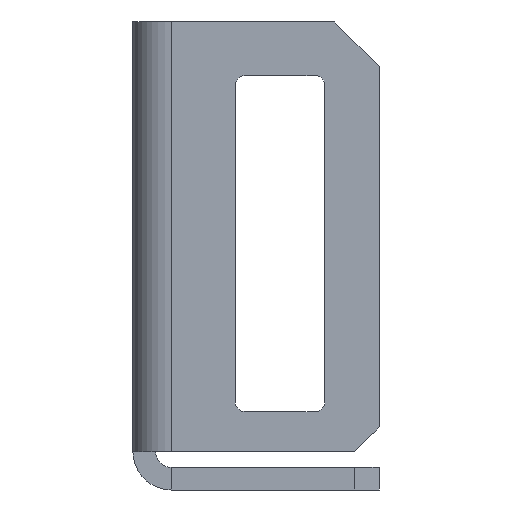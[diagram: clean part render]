
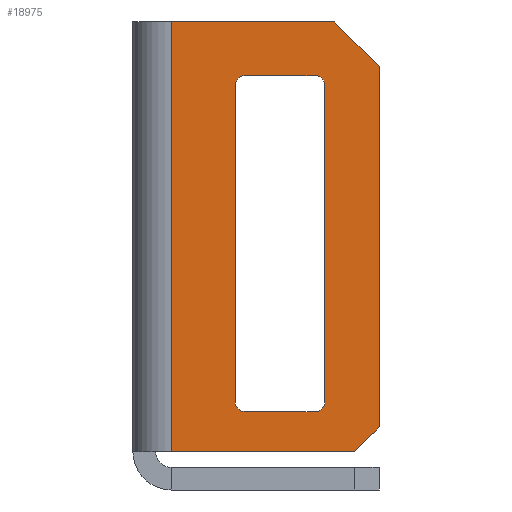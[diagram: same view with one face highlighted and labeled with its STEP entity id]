
A CAD part, left-side view. The second image highlights one B-rep face of the part: STEP entity #18975.
In plain terms, the highlighted planar face has unit normal (-1, 0, 0).
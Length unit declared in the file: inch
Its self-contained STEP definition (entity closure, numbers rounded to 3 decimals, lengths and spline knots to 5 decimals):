
#2295=FACE_BOUND('',#5430,.T.);
#3093=CIRCLE('',#20620,0.02);
#3094=CIRCLE('',#20621,0.02);
#3095=CIRCLE('',#20622,0.02);
#3096=CIRCLE('',#20623,0.02);
#4405=FACE_OUTER_BOUND('',#5429,.T.);
#5429=EDGE_LOOP('',(#17623,#17624,#17625,#17626,#17627,#17628));
#5430=EDGE_LOOP('',(#17629,#17630,#17631,#17632,#17633,#17634,#17635,#17636));
#7043=LINE('',#31822,#8693);
#7050=LINE('',#31839,#8700);
#7069=LINE('',#31895,#8719);
#7070=LINE('',#31897,#8720);
#7071=LINE('',#31898,#8721);
#7072=LINE('',#31899,#8722);
#7073=LINE('',#31902,#8723);
#7074=LINE('',#31906,#8724);
#7075=LINE('',#31910,#8725);
#7076=LINE('',#31914,#8726);
#8693=VECTOR('',#25905,0.872);
#8700=VECTOR('',#25922,0.372);
#8719=VECTOR('',#25967,0.732);
#8720=VECTOR('',#25968,0.12728);
#8721=VECTOR('',#25969,0.332);
#8722=VECTOR('',#25970,0.07071);
#8723=VECTOR('',#25971,0.142);
#8724=VECTOR('',#25974,0.642);
#8725=VECTOR('',#25977,0.142);
#8726=VECTOR('',#25980,0.642);
#10332=VERTEX_POINT('',#30622);
#10335=VERTEX_POINT('',#31821);
#10340=VERTEX_POINT('',#31837);
#10363=VERTEX_POINT('',#31893);
#10364=VERTEX_POINT('',#31894);
#10365=VERTEX_POINT('',#31896);
#10366=VERTEX_POINT('',#31900);
#10367=VERTEX_POINT('',#31901);
#10368=VERTEX_POINT('',#31903);
#10369=VERTEX_POINT('',#31905);
#10370=VERTEX_POINT('',#31907);
#10371=VERTEX_POINT('',#31909);
#10372=VERTEX_POINT('',#31911);
#10373=VERTEX_POINT('',#31913);
#12757=EDGE_CURVE('',#10335,#10332,#7043,.T.);
#12766=EDGE_CURVE('',#10332,#10340,#7050,.T.);
#12793=EDGE_CURVE('',#10363,#10364,#7069,.T.);
#12794=EDGE_CURVE('',#10364,#10365,#7070,.T.);
#12795=EDGE_CURVE('',#10365,#10335,#7071,.T.);
#12796=EDGE_CURVE('',#10340,#10363,#7072,.T.);
#12797=EDGE_CURVE('',#10366,#10367,#7073,.T.);
#12798=EDGE_CURVE('',#10367,#10368,#3093,.T.);
#12799=EDGE_CURVE('',#10368,#10369,#7074,.T.);
#12800=EDGE_CURVE('',#10369,#10370,#3094,.T.);
#12801=EDGE_CURVE('',#10370,#10371,#7075,.T.);
#12802=EDGE_CURVE('',#10371,#10372,#3095,.T.);
#12803=EDGE_CURVE('',#10372,#10373,#7076,.T.);
#12804=EDGE_CURVE('',#10373,#10366,#3096,.T.);
#17623=ORIENTED_EDGE('',*,*,#12793,.T.);
#17624=ORIENTED_EDGE('',*,*,#12794,.T.);
#17625=ORIENTED_EDGE('',*,*,#12795,.T.);
#17626=ORIENTED_EDGE('',*,*,#12757,.T.);
#17627=ORIENTED_EDGE('',*,*,#12766,.T.);
#17628=ORIENTED_EDGE('',*,*,#12796,.T.);
#17629=ORIENTED_EDGE('',*,*,#12797,.T.);
#17630=ORIENTED_EDGE('',*,*,#12798,.T.);
#17631=ORIENTED_EDGE('',*,*,#12799,.T.);
#17632=ORIENTED_EDGE('',*,*,#12800,.T.);
#17633=ORIENTED_EDGE('',*,*,#12801,.T.);
#17634=ORIENTED_EDGE('',*,*,#12802,.T.);
#17635=ORIENTED_EDGE('',*,*,#12803,.T.);
#17636=ORIENTED_EDGE('',*,*,#12804,.T.);
#18155=PLANE('',#20619);
#18975=ADVANCED_FACE('',(#4405,#2295),#18155,.T.);
#20619=AXIS2_PLACEMENT_3D('',#31892,#25965,#25966);
#20620=AXIS2_PLACEMENT_3D('',#31904,#25972,#25973);
#20621=AXIS2_PLACEMENT_3D('',#31908,#25975,#25976);
#20622=AXIS2_PLACEMENT_3D('',#31912,#25978,#25979);
#20623=AXIS2_PLACEMENT_3D('',#31915,#25981,#25982);
#25905=DIRECTION('',(0.,0.,-1.));
#25922=DIRECTION('',(0.,-1.,0.));
#25965=DIRECTION('center_axis',(-1.,0.,0.));
#25966=DIRECTION('ref_axis',(0.,0.,1.));
#25967=DIRECTION('',(0.,0.,1.));
#25968=DIRECTION('',(0.,0.707,0.707));
#25969=DIRECTION('',(0.,1.,0.));
#25970=DIRECTION('',(0.,-0.707,0.707));
#25971=DIRECTION('',(0.,-1.,0.));
#25972=DIRECTION('center_axis',(1.,0.,0.));
#25973=DIRECTION('ref_axis',(0.,-1.,0.));
#25974=DIRECTION('',(0.,0.,-1.));
#25975=DIRECTION('center_axis',(1.,0.,0.));
#25976=DIRECTION('ref_axis',(0.,-1.,0.));
#25977=DIRECTION('',(0.,1.,0.));
#25978=DIRECTION('center_axis',(1.,0.,0.));
#25979=DIRECTION('ref_axis',(0.,-1.,0.));
#25980=DIRECTION('',(0.,0.,1.));
#25981=DIRECTION('center_axis',(1.,0.,0.));
#25982=DIRECTION('ref_axis',(0.,-1.,0.));
#30622=CARTESIAN_POINT('',(-10.22449,-0.032,-2.76768));
#31821=CARTESIAN_POINT('',(-10.22449,-0.032,-1.89568));
#31822=CARTESIAN_POINT('',(-10.22449,-0.032,-1.89568));
#31837=CARTESIAN_POINT('',(-10.22449,-0.404,-2.76768));
#31839=CARTESIAN_POINT('',(-10.22449,-0.032,-2.76768));
#31892=CARTESIAN_POINT('Origin',(-10.22449,0.,
-1.89568));
#31893=CARTESIAN_POINT('',(-10.22449,-0.454,-2.71768));
#31894=CARTESIAN_POINT('',(-10.22449,-0.454,-1.98568));
#31895=CARTESIAN_POINT('',(-10.22449,-0.454,-2.71768));
#31896=CARTESIAN_POINT('',(-10.22449,-0.364,-1.89568));
#31897=CARTESIAN_POINT('',(-10.22449,-0.454,-1.98568));
#31898=CARTESIAN_POINT('',(-10.22449,-0.364,-1.89568));
#31899=CARTESIAN_POINT('',(-10.22449,-0.404,-2.76768));
#31900=CARTESIAN_POINT('',(-10.22449,-0.182,-2.00468));
#31901=CARTESIAN_POINT('',(-10.22449,-0.324,-2.00468));
#31902=CARTESIAN_POINT('',(-10.22449,-0.182,-2.00468));
#31903=CARTESIAN_POINT('',(-10.22449,-0.344,-2.02468));
#31904=CARTESIAN_POINT('Origin',(-10.22449,-0.324,-2.02468));
#31905=CARTESIAN_POINT('',(-10.22449,-0.344,-2.66668));
#31906=CARTESIAN_POINT('',(-10.22449,-0.344,-2.02468));
#31907=CARTESIAN_POINT('',(-10.22449,-0.324,-2.68668));
#31908=CARTESIAN_POINT('Origin',(-10.22449,-0.324,-2.66668));
#31909=CARTESIAN_POINT('',(-10.22449,-0.182,-2.68668));
#31910=CARTESIAN_POINT('',(-10.22449,-0.324,-2.68668));
#31911=CARTESIAN_POINT('',(-10.22449,-0.162,-2.66668));
#31912=CARTESIAN_POINT('Origin',(-10.22449,-0.182,-2.66668));
#31913=CARTESIAN_POINT('',(-10.22449,-0.162,-2.02468));
#31914=CARTESIAN_POINT('',(-10.22449,-0.162,-2.66668));
#31915=CARTESIAN_POINT('Origin',(-10.22449,-0.182,-2.02468));
